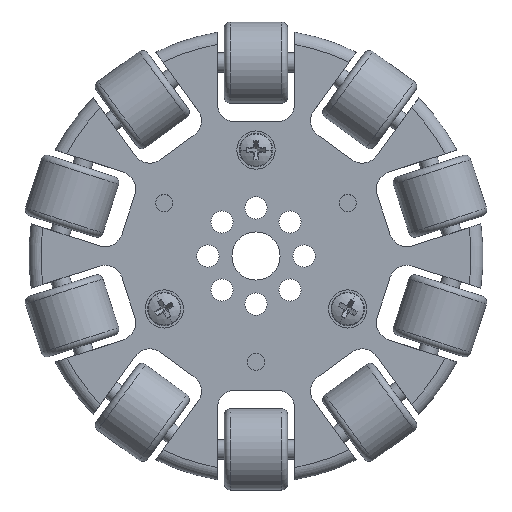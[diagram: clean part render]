
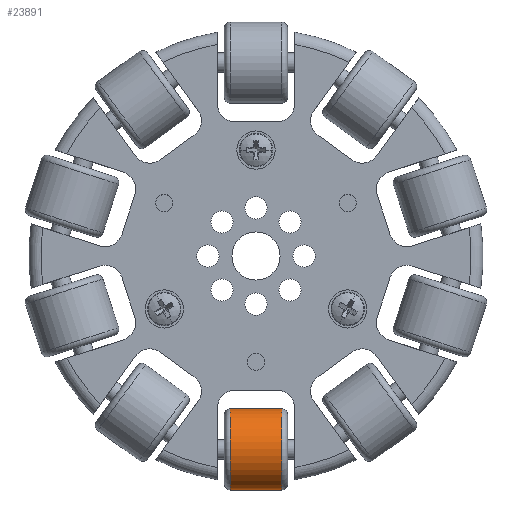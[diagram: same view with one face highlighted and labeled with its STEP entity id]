
A CAD part, front view. The second image highlights one B-rep face of the part: STEP entity #23891.
In plain terms, the highlighted cylindrical face has radius 6.75 mm (diameter 13.5 mm), a partial arc.
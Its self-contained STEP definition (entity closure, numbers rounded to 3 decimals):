
#32 = EDGE_CURVE ( 'NONE', #23579, #6158, #7911, .T. ) ;
#1754 = CARTESIAN_POINT ( 'NONE',  ( 4.25, 0., -25.4 ) ) ;
#2027 = VERTEX_POINT ( 'NONE', #1754 ) ;
#2390 = CARTESIAN_POINT ( 'NONE',  ( -4.25, 0., -38.9 ) ) ;
#3002 = DIRECTION ( 'NONE',  ( -1., 0., 0. ) ) ;
#3362 = ORIENTED_EDGE ( 'NONE', *, *, #32, .F. ) ;
#5038 = VERTEX_POINT ( 'NONE', #11452 ) ;
#5247 = DIRECTION ( 'NONE',  ( 0., 0., 1. ) ) ;
#5921 = EDGE_CURVE ( 'NONE', #23579, #2027, #19049, .T. ) ;
#6158 = VERTEX_POINT ( 'NONE', #2390 ) ;
#7911 = LINE ( 'NONE', #21636, #18305 ) ;
#8217 = DIRECTION ( 'NONE',  ( -1., 0., 0. ) ) ;
#8325 = AXIS2_PLACEMENT_3D ( 'NONE', #19179, #8217, #15550 ) ;
#8847 = CARTESIAN_POINT ( 'NONE',  ( 4.25, 0., -32.15 ) ) ;
#10292 = FACE_OUTER_BOUND ( 'NONE', #10466, .T. ) ;
#10466 = EDGE_LOOP ( 'NONE', ( #3362, #23521, #18577, #16841 ) ) ;
#11452 = CARTESIAN_POINT ( 'NONE',  ( -4.25, 0., -25.4 ) ) ;
#12240 = CIRCLE ( 'NONE', #18935, 6.75 ) ;
#14377 = CARTESIAN_POINT ( 'NONE',  ( 4.25, 0., -38.9 ) ) ;
#15411 = EDGE_CURVE ( 'NONE', #5038, #6158, #12240, .T. ) ;
#15550 = DIRECTION ( 'NONE',  ( 0., 0., 1. ) ) ;
#16227 = DIRECTION ( 'NONE',  ( 1., 0., 0. ) ) ;
#16841 = ORIENTED_EDGE ( 'NONE', *, *, #15411, .T. ) ;
#17268 = EDGE_CURVE ( 'NONE', #2027, #5038, #21219, .T. ) ;
#17605 = CARTESIAN_POINT ( 'NONE',  ( -9.75, 0., -25.4 ) ) ;
#17657 = DIRECTION ( 'NONE',  ( -1., 0., 0. ) ) ;
#18197 = CARTESIAN_POINT ( 'NONE',  ( -4.25, 0., -32.15 ) ) ;
#18305 = VECTOR ( 'NONE', #17657, 1000. ) ;
#18577 = ORIENTED_EDGE ( 'NONE', *, *, #17268, .T. ) ;
#18935 = AXIS2_PLACEMENT_3D ( 'NONE', #18197, #16227, #5247 ) ;
#19049 = CIRCLE ( 'NONE', #22780, 6.75 ) ;
#19179 = CARTESIAN_POINT ( 'NONE',  ( -9.75, 0., -32.15 ) ) ;
#21219 = LINE ( 'NONE', #17605, #22374 ) ;
#21636 = CARTESIAN_POINT ( 'NONE',  ( -9.75, 0., -38.9 ) ) ;
#21653 = DIRECTION ( 'NONE',  ( -1., 0., 0. ) ) ;
#22374 = VECTOR ( 'NONE', #3002, 1000. ) ;
#22780 = AXIS2_PLACEMENT_3D ( 'NONE', #8847, #21653, #23600 ) ;
#23295 = CYLINDRICAL_SURFACE ( 'NONE', #8325, 6.75 ) ;
#23521 = ORIENTED_EDGE ( 'NONE', *, *, #5921, .T. ) ;
#23579 = VERTEX_POINT ( 'NONE', #14377 ) ;
#23600 = DIRECTION ( 'NONE',  ( 0., 0., -1. ) ) ;
#23891 = ADVANCED_FACE ( 'NONE', ( #10292 ), #23295, .T. ) ;
